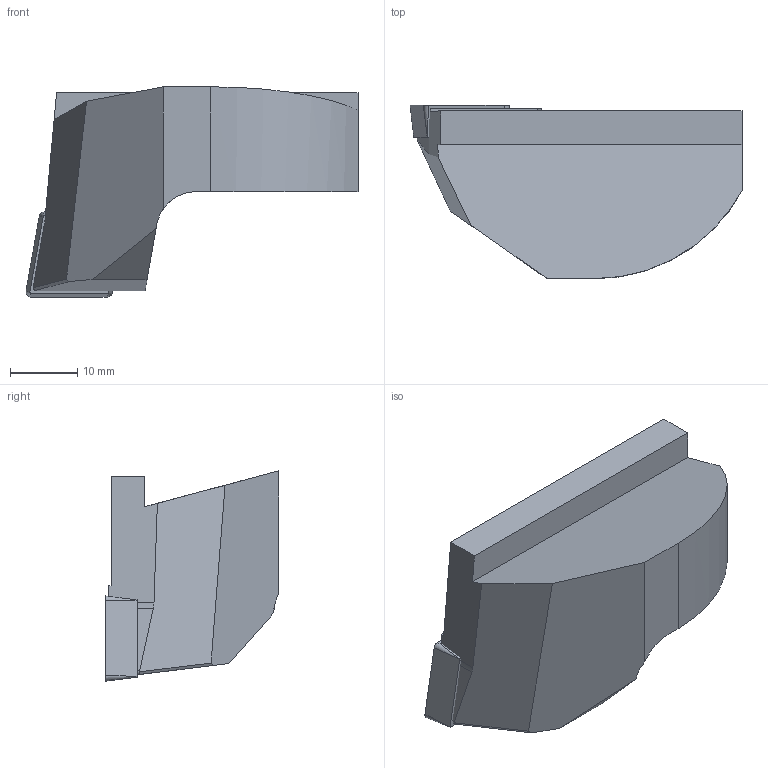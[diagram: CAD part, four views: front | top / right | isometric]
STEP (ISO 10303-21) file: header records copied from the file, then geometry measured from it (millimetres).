
FILE_DESCRIPTION(/* description */ ('3-D model version:1'),/* implementation_level */ '2;1');
FILE_NAME(/* name */ '391.68F-5-07026CC12',/* time_stamp */ '2015-09-17T14:03:47+02:00',/* author */ ('InteractiveCad'),/* organization */ ('AB Sandvik Coromant'),/* preprocessor_version */ 'ST-DEVELOPER v15',/* originating_system */ 'SIEMENS PLM Software NX 8.5',/* authorisation */ '');
FILE_SCHEMA (('AP203_CONFIGURATION_CONTROLLED_3D_DESIGN_OF_MECHANICAL_PARTS_AND_ASSEMBLIES_MIM_LF { 1 0 10303 403 2 1 2}'));
Length unit declared in the file: millimetre
Products named in the file (1): 391_68F_5_07026CC12_SIM
Bounding box: 49.49 x 25.9 x 31.36 mm (x, y, z)
Volume: 17183.8 mm3; surface area: 5373.6 mm2
Topology: 2 solids, 2 shells, 39 faces, 104 edges, 69 vertices
Faces by surface type: plane 26, cylinder 6, revolution 4, torus 2, cone 1
Full cylindrical faces by diameter (mm): 5.5 x1
Entity records: 1686 total; most frequent: CARTESIAN_POINT 617, ORIENTED_EDGE 196, DIRECTION 196, EDGE_CURVE 98, LINE 68, VECTOR 68, VERTEX_POINT 67, AXIS2_PLACEMENT_3D 62
